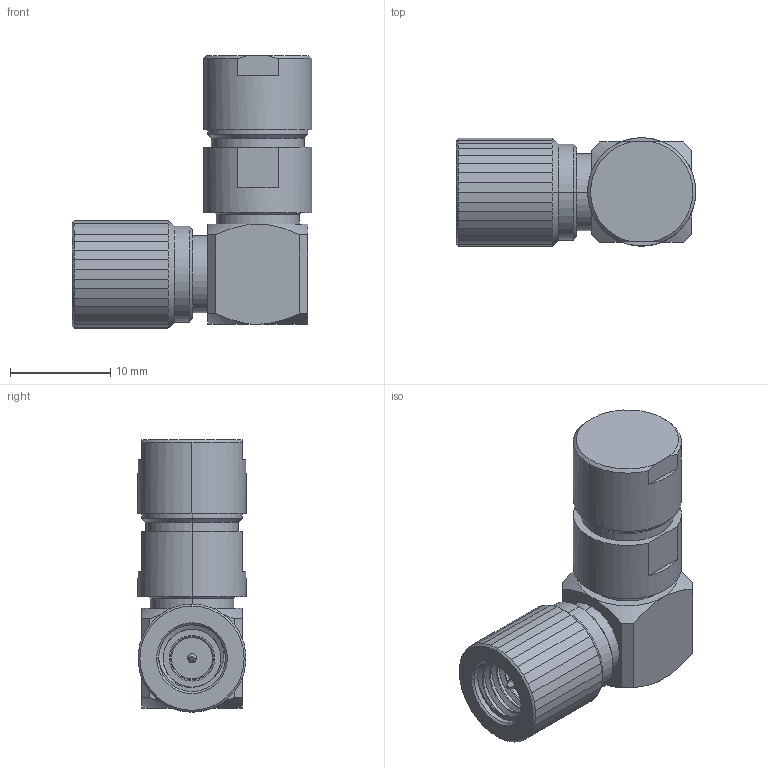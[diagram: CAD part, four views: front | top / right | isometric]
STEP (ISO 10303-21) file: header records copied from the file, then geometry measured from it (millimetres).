
FILE_DESCRIPTION((''),'2;1');
FILE_NAME('1','2021-08-26T',('Administrator'),(''),'PRO/ENGINEER BY PARAMETRIC TECHNOLOGY CORPORATION, 2012090','PRO/ENGINEER BY PARAMETRIC TECHNOLOGY CORPORATION, 2012090','');
FILE_SCHEMA(('CONFIG_CONTROL_DESIGN'));
Length unit declared in the file: millimetre
Products named in the file (1): 1
Bounding box: 23.9 x 10.8 x 27.2 mm (x, y, z)
Volume: 3381.8 mm3; surface area: 1920.3 mm2
Topology: 1 solids, 1 shells, 127 faces, 310 edges, 196 vertices
Faces by surface type: plane 65, cylinder 30, cone 26, bspline 6
Entity records: 4928 total; most frequent: CARTESIAN_POINT 2098, ORIENTED_EDGE 620, DIRECTION 508, EDGE_CURVE 310, AXIS2_PLACEMENT_3D 198, VERTEX_POINT 196, EDGE_LOOP 138, FACE_OUTER_BOUND 127
